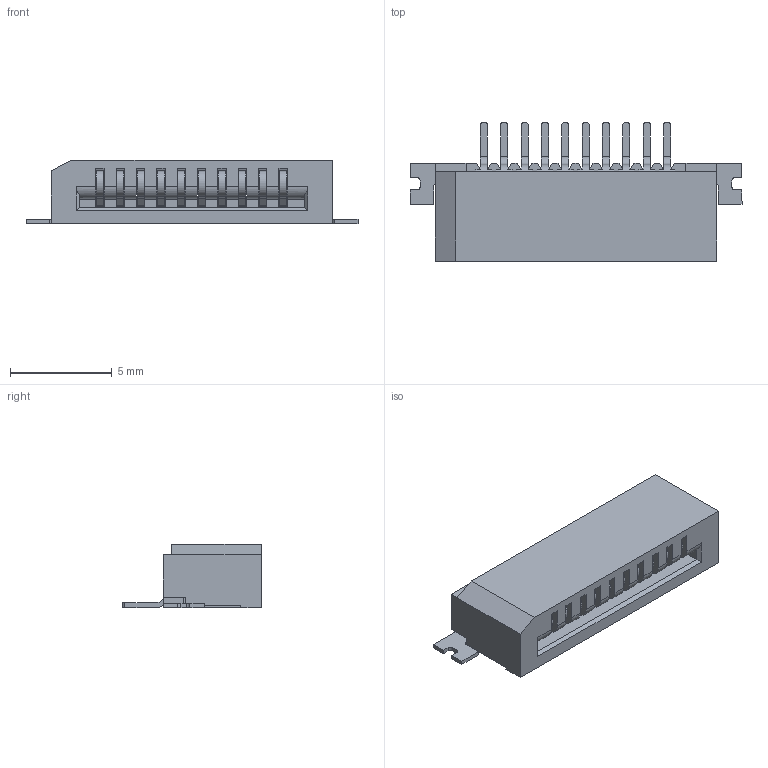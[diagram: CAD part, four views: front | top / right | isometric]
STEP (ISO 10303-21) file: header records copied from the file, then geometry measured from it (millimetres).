
FILE_DESCRIPTION(/* description */ ('Unknown'),/* implementation_level */ '2;1');
FILE_NAME(/* name */ '686110188622',/* time_stamp */ '2019-06-17T16:37:24+02:00',/* author */ ('Unknown'),/* organization */ ('Unknown'),/* preprocessor_version */ 'ST-DEVELOPER v16.7',/* originating_system */ 'DEX',/* authorisation */ $);
FILE_SCHEMA (('AUTOMOTIVE_DESIGN {1 0 10303 214 3 1 1}'));
Length unit declared in the file: millimetre
Products named in the file (5): 6861xx188622; 686110188622; 6861xx188622_Pin; 6861xx188622_PadGh; 6861xx188622_PadDt
Assembly tree (13 placements, depth 2):
  6861xx188622
    686110188622
    6861xx188622_Pin  x10
    6861xx188622_PadGh
    6861xx188622_PadDt
Bounding box: 16.3 x 6.8 x 3.11 mm (x, y, z)
Volume: 156.6 mm3; surface area: 636.5 mm2
Topology: 13 solids, 13 shells, 832 faces, 2408 edges, 1583 vertices
Faces by surface type: plane 631, cylinder 201
Entity records: 12744 total; most frequent: CARTESIAN_POINT 2263, ORIENTED_EDGE 2260, DIRECTION 2004, EDGE_CURVE 1130, LINE 1048, VECTOR 1048, VERTEX_POINT 737, AXIS2_PLACEMENT_3D 478
